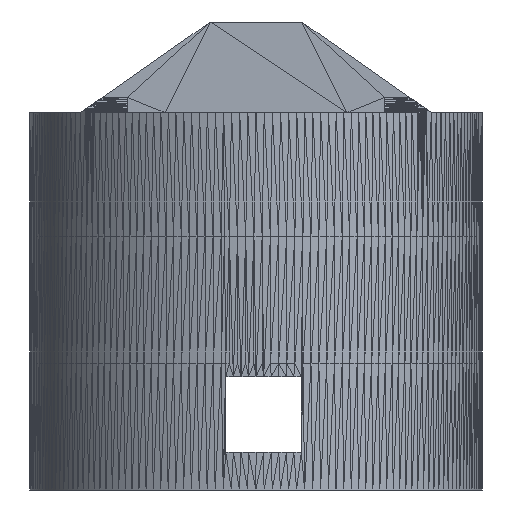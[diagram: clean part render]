
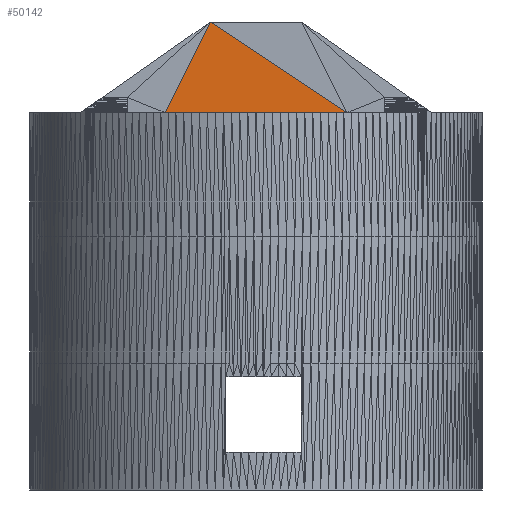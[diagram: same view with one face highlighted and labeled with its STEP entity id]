
A CAD part, front view. The second image highlights one B-rep face of the part: STEP entity #50142.
In plain terms, the highlighted planar face has unit normal (0, -1, 0).
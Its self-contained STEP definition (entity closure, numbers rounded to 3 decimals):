
#4164=FACE_OUTER_BOUND('',#8344,.T.);
#8344=EDGE_LOOP('',(#41720,#41721,#41722));
#14272=LINE('',#80793,#20542);
#14608=LINE('',#81464,#20878);
#14615=LINE('',#81478,#20885);
#20542=VECTOR('',#68030,10.);
#20878=VECTOR('',#68888,10.);
#20885=VECTOR('',#68909,10.);
#22018=VERTEX_POINT('',#74724);
#22095=VERTEX_POINT('',#75275);
#22932=VERTEX_POINT('',#80812);
#28900=EDGE_CURVE('',#22095,#22018,#14272,.T.);
#29236=EDGE_CURVE('',#22932,#22018,#14608,.T.);
#29243=EDGE_CURVE('',#22095,#22932,#14615,.T.);
#41720=ORIENTED_EDGE('',*,*,#29243,.F.);
#41721=ORIENTED_EDGE('',*,*,#28900,.T.);
#41722=ORIENTED_EDGE('',*,*,#29236,.F.);
#45962=PLANE('',#54336);
#50142=ADVANCED_FACE('',(#4164),#45962,.T.);
#54336=AXIS2_PLACEMENT_3D('',#81477,#68907,#68908);
#68030=DIRECTION('',(1.,0.,0.));
#68888=DIRECTION('',(0.834,0.,-0.552));
#68907=DIRECTION('center_axis',(0.,-1.,0.));
#68908=DIRECTION('ref_axis',(0.,0.,-1.));
#68909=DIRECTION('',(0.446,0.,0.895));
#74724=CARTESIAN_POINT('',(95.374,84.054,25.));
#75275=CARTESIAN_POINT('',(83.322,84.054,25.));
#80793=CARTESIAN_POINT('',(83.322,84.054,25.));
#80812=CARTESIAN_POINT('',(86.309,84.054,31.));
#81464=CARTESIAN_POINT('',(86.309,84.054,31.));
#81477=CARTESIAN_POINT('Origin',(95.374,84.054,25.));
#81478=CARTESIAN_POINT('',(83.322,84.054,25.));
